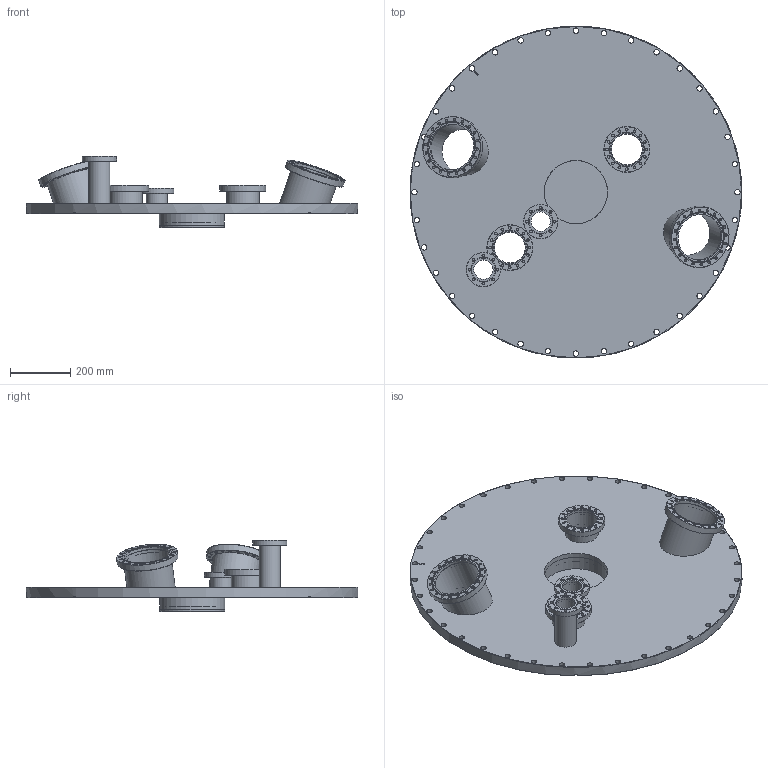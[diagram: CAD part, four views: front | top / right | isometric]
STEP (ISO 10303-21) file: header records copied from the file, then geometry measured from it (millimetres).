
FILE_DESCRIPTION((''),'2;1');
FILE_NAME('Flange 1100 gr.8.stp','2013-06-28T09:23:36',('Gianni'),(''),'Autodesk Inventor 2010','Autodesk Inventor 2010','');
FILE_SCHEMA(('AUTOMOTIVE_DESIGN { 1 0 10303 214 1 1 1 1 }'));
Length unit declared in the file: millimetre
Products named in the file (12): Flange 1100 gr; Part-6-collar flange 160; Part-6-collar flange 160_1; flangia DN 160 CF welding flange; Part-1-flange DB Gr; flangia DN 63 CF welding flange; Part-2-central collar Gr; Part-3-central plug Gr; Part-4-collar sez A Gr 8; Part-5-collar sez C Gr 8; Part-6-collar DN 100 Gr; flangia DN 100 CF
Assembly tree (15 placements, depth 2):
  Flange 1100 gr
    Part-6-collar flange 160
    Part-6-collar flange 160_1
    flangia DN 160 CF welding flange  x2
    Part-1-flange DB Gr
    flangia DN 63 CF welding flange  x2
    Part-2-central collar Gr
    Part-3-central plug Gr
    Part-4-collar sez A Gr 8
    Part-5-collar sez C Gr 8
    Part-6-collar DN 100 Gr  x2
    flangia DN 100 CF  x2
Bounding box: 1098.69 x 1099.05 x 237.5 mm (x, y, z)
Volume: 30968335.5 mm3; surface area: 2935898.5 mm2
Topology: 15 solids, 15 shells, 341 faces, 953 edges, 662 vertices
Faces by surface type: bspline 132, plane 88, cylinder 61, cone 60
Full cylindrical faces by diameter (mm): 64 x4, 70 x4, 70.5 x2, 82.4 x2, 102 x4, 107 x2, 108 x2, 108.5 x4, 113.5 x2, 116 x2, 152 x2, 153 x4, 159 x4, 159.5 x2, 169.8 x2, 202.5 x2, 210 x3, 216 x2, 216.5 x1, 1029 x1, 1047.6 x1, 1100 x1
Entity records: 8226 total; most frequent: CARTESIAN_POINT 2558, DIRECTION 1097, ORIENTED_EDGE 844, EDGE_LOOP 595, AXIS2_PLACEMENT_3D 500, EDGE_CURVE 422, VERTEX_POINT 371, FACE_BOUND 357
